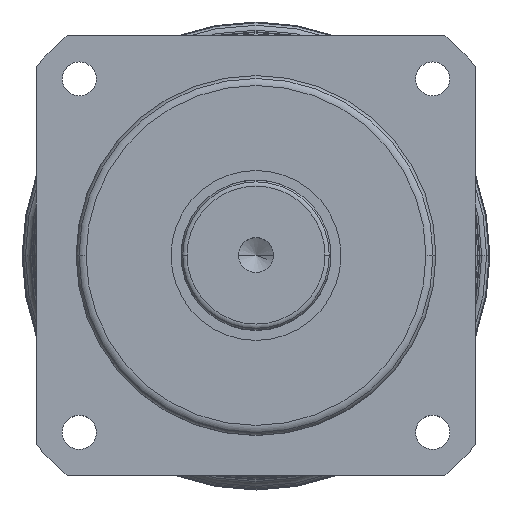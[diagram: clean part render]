
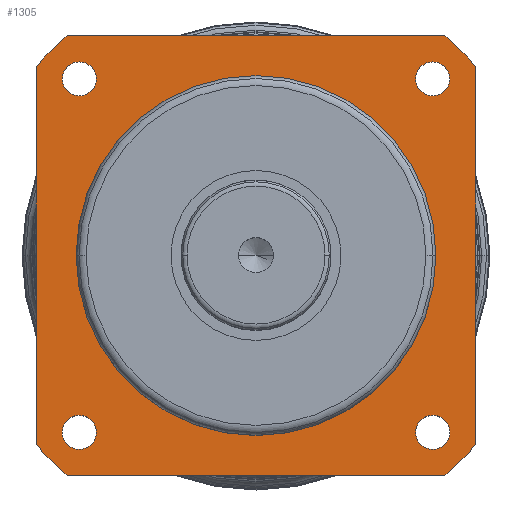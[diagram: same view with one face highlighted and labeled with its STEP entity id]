
A CAD part, top view. The second image highlights one B-rep face of the part: STEP entity #1305.
In plain terms, the highlighted planar face has unit normal (0, 0, 1).
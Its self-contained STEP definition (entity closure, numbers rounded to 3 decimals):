
#264=CARTESIAN_POINT('',(88.388,-88.388,119.997));
#265=DIRECTION('',(0.,0.,-1.));
#266=DIRECTION('',(1.,0.,0.));
#267=AXIS2_PLACEMENT_3D('',#264,#265,#266);
#269=CARTESIAN_POINT('',(88.388,-88.388,119.997));
#270=DIRECTION('',(0.,0.,-1.));
#271=DIRECTION('',(-1.,0.,0.));
#272=AXIS2_PLACEMENT_3D('',#269,#270,#271);
#274=CARTESIAN_POINT('',(-88.388,-88.388,119.997));
#275=DIRECTION('',(0.,0.,-1.));
#276=DIRECTION('',(1.,0.,0.));
#277=AXIS2_PLACEMENT_3D('',#274,#275,#276);
#279=CARTESIAN_POINT('',(-88.388,-88.388,119.997));
#280=DIRECTION('',(0.,0.,-1.));
#281=DIRECTION('',(-1.,0.,0.));
#282=AXIS2_PLACEMENT_3D('',#279,#280,#281);
#284=CARTESIAN_POINT('',(-88.388,88.388,119.997));
#285=DIRECTION('',(0.,0.,-1.));
#286=DIRECTION('',(1.,0.,0.));
#287=AXIS2_PLACEMENT_3D('',#284,#285,#286);
#289=CARTESIAN_POINT('',(-88.388,88.388,119.997));
#290=DIRECTION('',(0.,0.,-1.));
#291=DIRECTION('',(-1.,0.,0.));
#292=AXIS2_PLACEMENT_3D('',#289,#290,#291);
#294=CARTESIAN_POINT('',(88.388,88.388,119.997));
#295=DIRECTION('',(0.,0.,-1.));
#296=DIRECTION('',(1.,0.,0.));
#297=AXIS2_PLACEMENT_3D('',#294,#295,#296);
#299=CARTESIAN_POINT('',(88.388,88.388,119.997));
#300=DIRECTION('',(0.,0.,-1.));
#301=DIRECTION('',(-1.,0.,0.));
#302=AXIS2_PLACEMENT_3D('',#299,#300,#301);
#304=CARTESIAN_POINT('',(0.,0.,119.997));
#305=DIRECTION('',(0.,0.,-1.));
#306=DIRECTION('',(1.,0.,0.));
#307=AXIS2_PLACEMENT_3D('',#304,#305,#306);
#309=CARTESIAN_POINT('',(0.,0.,119.997));
#310=DIRECTION('',(0.,0.,-1.));
#311=DIRECTION('',(-1.,0.,0.));
#312=AXIS2_PLACEMENT_3D('',#309,#310,#311);
#314=CARTESIAN_POINT('',(0.,0.,119.997));
#315=DIRECTION('',(0.,0.,1.));
#316=DIRECTION('',(-0.652,0.759,0.));
#317=AXIS2_PLACEMENT_3D('',#314,#315,#316);
#319=CARTESIAN_POINT('',(0.,0.,119.997));
#320=DIRECTION('',(0.,0.,1.));
#321=DIRECTION('',(0.759,0.652,0.));
#322=AXIS2_PLACEMENT_3D('',#319,#320,#321);
#324=CARTESIAN_POINT('',(0.,0.,119.997));
#325=DIRECTION('',(0.,0.,1.));
#326=DIRECTION('',(0.652,-0.759,0.));
#327=AXIS2_PLACEMENT_3D('',#324,#325,#326);
#329=CARTESIAN_POINT('',(0.,0.,119.997));
#330=DIRECTION('',(0.,0.,1.));
#331=DIRECTION('',(-0.759,-0.652,0.));
#332=AXIS2_PLACEMENT_3D('',#329,#330,#331);
#662=DIRECTION('',(1.,0.,0.));
#663=VECTOR('',#662,188.944);
#664=CARTESIAN_POINT('',(-94.472,110.,119.997));
#665=LINE('',#664,#663);
#678=DIRECTION('',(0.,-1.,0.));
#679=VECTOR('',#678,188.944);
#680=CARTESIAN_POINT('',(110.,94.472,119.997));
#681=LINE('',#680,#679);
#694=DIRECTION('',(-1.,0.,0.));
#695=VECTOR('',#694,188.944);
#696=CARTESIAN_POINT('',(94.472,-110.,119.997));
#697=LINE('',#696,#695);
#710=DIRECTION('',(0.,1.,0.));
#711=VECTOR('',#710,188.944);
#712=CARTESIAN_POINT('',(-110.,-94.472,119.997));
#713=LINE('',#712,#711);
#762=CARTESIAN_POINT('',(-94.472,110.,119.997));
#763=CARTESIAN_POINT('',(94.472,110.,119.997));
#764=VERTEX_POINT('',#762);
#765=VERTEX_POINT('',#763);
#770=CARTESIAN_POINT('',(-110.,-94.472,119.997));
#771=CARTESIAN_POINT('',(-110.,94.472,119.997));
#772=VERTEX_POINT('',#770);
#773=VERTEX_POINT('',#771);
#774=CARTESIAN_POINT('',(110.,94.472,119.997));
#775=CARTESIAN_POINT('',(110.,-94.472,119.997));
#776=VERTEX_POINT('',#774);
#777=VERTEX_POINT('',#775);
#778=CARTESIAN_POINT('',(94.472,-110.,119.997));
#779=VERTEX_POINT('',#778);
#792=CARTESIAN_POINT('',(-94.472,-110.,119.997));
#793=VERTEX_POINT('',#792);
#829=CARTESIAN_POINT('',(79.888,-88.388,119.997));
#831=VERTEX_POINT('',#829);
#833=CARTESIAN_POINT('',(96.888,-88.388,119.997));
#835=VERTEX_POINT('',#833);
#849=CARTESIAN_POINT('',(-96.888,-88.388,119.997));
#851=VERTEX_POINT('',#849);
#853=CARTESIAN_POINT('',(-79.888,-88.388,119.997));
#855=VERTEX_POINT('',#853);
#857=CARTESIAN_POINT('',(-96.888,88.388,119.997));
#859=VERTEX_POINT('',#857);
#861=CARTESIAN_POINT('',(-79.888,88.388,119.997));
#863=VERTEX_POINT('',#861);
#865=CARTESIAN_POINT('',(79.888,88.388,119.997));
#867=VERTEX_POINT('',#865);
#869=CARTESIAN_POINT('',(96.888,88.388,119.997));
#871=VERTEX_POINT('',#869);
#928=CARTESIAN_POINT('',(-90.,0.,119.997));
#929=VERTEX_POINT('',#928);
#930=CARTESIAN_POINT('',(90.,0.,119.997));
#931=VERTEX_POINT('',#930);
#1254=CARTESIAN_POINT('',(0.,0.,119.997));
#1255=DIRECTION('',(0.,0.,1.));
#1256=DIRECTION('',(1.,0.,0.));
#1257=AXIS2_PLACEMENT_3D('',#1254,#1255,#1256);
#1258=PLANE('',#1257);
#1260=ORIENTED_EDGE('',*,*,#1259,.F.);
#1262=ORIENTED_EDGE('',*,*,#1261,.T.);
#1264=ORIENTED_EDGE('',*,*,#1263,.F.);
#1266=ORIENTED_EDGE('',*,*,#1265,.T.);
#1268=ORIENTED_EDGE('',*,*,#1267,.F.);
#1270=ORIENTED_EDGE('',*,*,#1269,.T.);
#1272=ORIENTED_EDGE('',*,*,#1271,.F.);
#1274=ORIENTED_EDGE('',*,*,#1273,.T.);
#1275=EDGE_LOOP('',(#1260,#1262,#1264,#1266,#1268,#1270,#1272,#1274));
#1276=FACE_OUTER_BOUND('',#1275,.F.);
#1278=ORIENTED_EDGE('',*,*,#1277,.F.);
#1280=ORIENTED_EDGE('',*,*,#1279,.F.);
#1281=EDGE_LOOP('',(#1278,#1280));
#1282=FACE_BOUND('',#1281,.F.);
#1284=ORIENTED_EDGE('',*,*,#1283,.F.);
#1286=ORIENTED_EDGE('',*,*,#1285,.F.);
#1287=EDGE_LOOP('',(#1284,#1286));
#1288=FACE_BOUND('',#1287,.F.);
#1290=ORIENTED_EDGE('',*,*,#1289,.F.);
#1292=ORIENTED_EDGE('',*,*,#1291,.F.);
#1293=EDGE_LOOP('',(#1290,#1292));
#1294=FACE_BOUND('',#1293,.F.);
#1295=ORIENTED_EDGE('',*,*,#1221,.F.);
#1296=ORIENTED_EDGE('',*,*,#1236,.F.);
#1297=EDGE_LOOP('',(#1295,#1296));
#1298=FACE_BOUND('',#1297,.F.);
#1300=ORIENTED_EDGE('',*,*,#1299,.F.);
#1302=ORIENTED_EDGE('',*,*,#1301,.F.);
#1303=EDGE_LOOP('',(#1300,#1302));
#1304=FACE_BOUND('',#1303,.F.);
#1305=ADVANCED_FACE('',(#1276,#1282,#1288,#1294,#1298,#1304),#1258,.T.);
#268=CIRCLE('',#267,8.5);
#273=CIRCLE('',#272,8.5);
#278=CIRCLE('',#277,8.5);
#283=CIRCLE('',#282,8.5);
#288=CIRCLE('',#287,8.5);
#293=CIRCLE('',#292,8.5);
#298=CIRCLE('',#297,8.5);
#303=CIRCLE('',#302,8.5);
#308=CIRCLE('',#307,90.);
#313=CIRCLE('',#312,90.);
#318=CIRCLE('',#317,145.);
#323=CIRCLE('',#322,145.);
#328=CIRCLE('',#327,145.);
#333=CIRCLE('',#332,145.);
#1221=EDGE_CURVE('',#931,#929,#308,.T.);
#1236=EDGE_CURVE('',#929,#931,#313,.T.);
#1259=EDGE_CURVE('',#764,#773,#318,.T.);
#1261=EDGE_CURVE('',#764,#765,#665,.T.);
#1263=EDGE_CURVE('',#776,#765,#323,.T.);
#1265=EDGE_CURVE('',#776,#777,#681,.T.);
#1267=EDGE_CURVE('',#779,#777,#328,.T.);
#1269=EDGE_CURVE('',#779,#793,#697,.T.);
#1271=EDGE_CURVE('',#772,#793,#333,.T.);
#1273=EDGE_CURVE('',#772,#773,#713,.T.);
#1277=EDGE_CURVE('',#855,#851,#278,.T.);
#1279=EDGE_CURVE('',#851,#855,#283,.T.);
#1283=EDGE_CURVE('',#863,#859,#288,.T.);
#1285=EDGE_CURVE('',#859,#863,#293,.T.);
#1289=EDGE_CURVE('',#871,#867,#298,.T.);
#1291=EDGE_CURVE('',#867,#871,#303,.T.);
#1299=EDGE_CURVE('',#835,#831,#268,.T.);
#1301=EDGE_CURVE('',#831,#835,#273,.T.);
